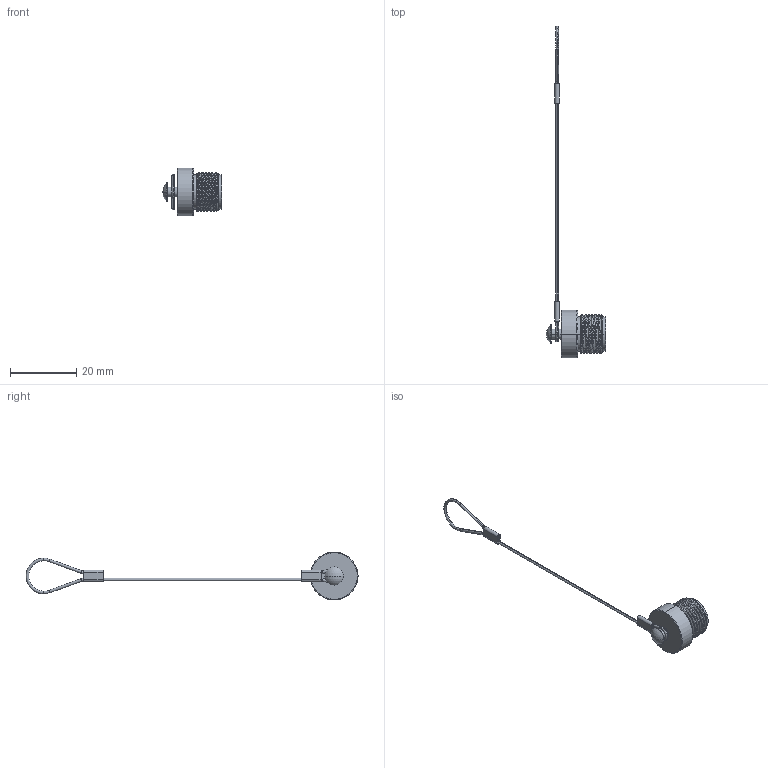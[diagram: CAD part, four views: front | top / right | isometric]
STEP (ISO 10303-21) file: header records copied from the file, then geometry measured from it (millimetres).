
FILE_DESCRIPTION (( 'STEP AP203' ), '1' );
FILE_NAME ('55-00153.STEP', '2020-11-11T19:43:32', ( '' ), ( '' ), 'SwSTEP 2.0', 'SolidWorks 2015', '' );
FILE_SCHEMA (( 'CONFIG_CONTROL_DESIGN' ));
Length unit declared in the file: millimetre
Products named in the file (5): 55-00153; 55-00153-03; 55-00153-01___; 55-00153-02; 55-00153-04___
Assembly tree (5 placements, depth 2):
  55-00153
    55-00153-01___
    55-00153-02  x2
    55-00153-03
    55-00153-04___
Bounding box: 18 x 100.59 x 14.5 mm (x, y, z)
Volume: 1232.9 mm3; surface area: 2076.4 mm2
Topology: 5 solids, 5 shells, 114 faces, 254 edges, 154 vertices
Faces by surface type: cylinder 51, torus 24, plane 21, cone 13, bspline 3, sphere 2
Entity records: 4594 total; most frequent: CARTESIAN_POINT 1809, DIRECTION 523, ORIENTED_EDGE 448, AXIS2_PLACEMENT_3D 228, EDGE_CURVE 224, VERTEX_POINT 134, CIRCLE 121, EDGE_LOOP 110
